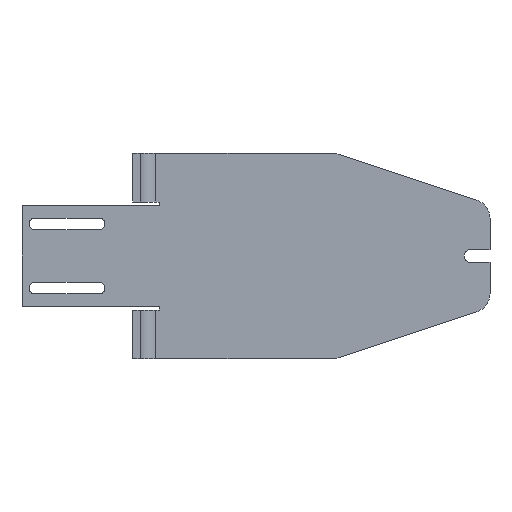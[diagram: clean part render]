
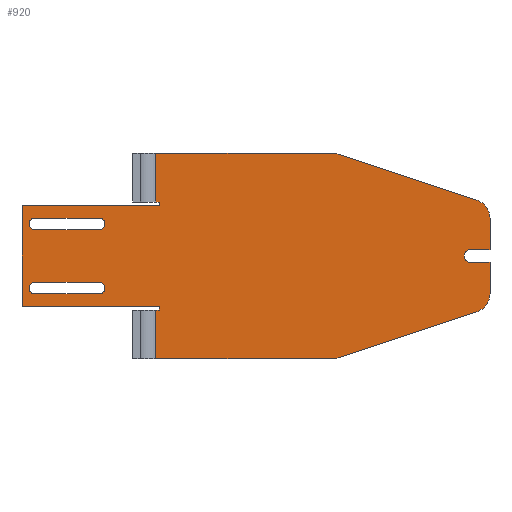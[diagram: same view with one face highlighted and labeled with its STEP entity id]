
A CAD part, left-side view. The second image highlights one B-rep face of the part: STEP entity #920.
In plain terms, the highlighted planar face has unit normal (-1, 0, 0).
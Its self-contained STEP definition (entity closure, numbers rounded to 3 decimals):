
#17=FACE_BOUND('',#122,.T.);
#18=FACE_BOUND('',#123,.T.);
#28=PLANE('',#1003);
#67=FACE_OUTER_BOUND('',#121,.T.);
#121=EDGE_LOOP('',(#676,#677,#678,#679,#680,#681,#682,#683,#684,#685,#686,
#687,#688,#689,#690,#691,#692,#693,#694,#695,#696,#697));
#122=EDGE_LOOP('',(#698,#699,#700,#701));
#123=EDGE_LOOP('',(#702,#703,#704,#705));
#203=LINE('',#1430,#303);
#204=LINE('',#1434,#304);
#205=LINE('',#1438,#305);
#206=LINE('',#1440,#306);
#207=LINE('',#1444,#307);
#208=LINE('',#1446,#308);
#209=LINE('',#1450,#309);
#210=LINE('',#1454,#310);
#211=LINE('',#1456,#311);
#212=LINE('',#1458,#312);
#213=LINE('',#1460,#313);
#214=LINE('',#1462,#314);
#215=LINE('',#1464,#315);
#216=LINE('',#1466,#316);
#217=LINE('',#1468,#317);
#218=LINE('',#1470,#318);
#219=LINE('',#1471,#319);
#220=LINE('',#1476,#320);
#221=LINE('',#1479,#321);
#222=LINE('',#1484,#322);
#223=LINE('',#1487,#323);
#303=VECTOR('',#1140,1000.);
#304=VECTOR('',#1143,1000.);
#305=VECTOR('',#1146,1000.);
#306=VECTOR('',#1147,1000.);
#307=VECTOR('',#1150,1000.);
#308=VECTOR('',#1151,1000.);
#309=VECTOR('',#1154,1000.);
#310=VECTOR('',#1157,1000.);
#311=VECTOR('',#1158,1000.);
#312=VECTOR('',#1159,1000.);
#313=VECTOR('',#1160,1000.);
#314=VECTOR('',#1161,1000.);
#315=VECTOR('',#1162,1000.);
#316=VECTOR('',#1163,1000.);
#317=VECTOR('',#1164,1000.);
#318=VECTOR('',#1165,1000.);
#319=VECTOR('',#1166,1000.);
#320=VECTOR('',#1169,1000.);
#321=VECTOR('',#1172,1000.);
#322=VECTOR('',#1175,1000.);
#323=VECTOR('',#1178,1000.);
#395=CIRCLE('',#1004,15.);
#396=CIRCLE('',#1005,15.);
#397=CIRCLE('',#1006,5.);
#398=CIRCLE('',#1007,15.);
#399=CIRCLE('',#1008,15.);
#400=CIRCLE('',#1009,4.5);
#401=CIRCLE('',#1010,4.5);
#402=CIRCLE('',#1011,4.5);
#403=CIRCLE('',#1012,4.5);
#450=VERTEX_POINT('',#1428);
#451=VERTEX_POINT('',#1429);
#452=VERTEX_POINT('',#1431);
#453=VERTEX_POINT('',#1433);
#454=VERTEX_POINT('',#1435);
#455=VERTEX_POINT('',#1437);
#456=VERTEX_POINT('',#1439);
#457=VERTEX_POINT('',#1441);
#458=VERTEX_POINT('',#1443);
#459=VERTEX_POINT('',#1445);
#460=VERTEX_POINT('',#1447);
#461=VERTEX_POINT('',#1449);
#462=VERTEX_POINT('',#1451);
#463=VERTEX_POINT('',#1453);
#464=VERTEX_POINT('',#1455);
#465=VERTEX_POINT('',#1457);
#466=VERTEX_POINT('',#1459);
#467=VERTEX_POINT('',#1461);
#468=VERTEX_POINT('',#1463);
#469=VERTEX_POINT('',#1465);
#470=VERTEX_POINT('',#1467);
#471=VERTEX_POINT('',#1469);
#472=VERTEX_POINT('',#1472);
#473=VERTEX_POINT('',#1473);
#474=VERTEX_POINT('',#1475);
#475=VERTEX_POINT('',#1477);
#476=VERTEX_POINT('',#1480);
#477=VERTEX_POINT('',#1481);
#478=VERTEX_POINT('',#1483);
#479=VERTEX_POINT('',#1485);
#538=EDGE_CURVE('',#450,#451,#203,.T.);
#539=EDGE_CURVE('',#450,#452,#395,.T.);
#540=EDGE_CURVE('',#452,#453,#204,.T.);
#541=EDGE_CURVE('',#453,#454,#396,.T.);
#542=EDGE_CURVE('',#455,#454,#205,.T.);
#543=EDGE_CURVE('',#455,#456,#206,.T.);
#544=EDGE_CURVE('',#456,#457,#397,.T.);
#545=EDGE_CURVE('',#457,#458,#207,.T.);
#546=EDGE_CURVE('',#459,#458,#208,.T.);
#547=EDGE_CURVE('',#459,#460,#398,.T.);
#548=EDGE_CURVE('',#461,#460,#209,.T.);
#549=EDGE_CURVE('',#461,#462,#399,.T.);
#550=EDGE_CURVE('',#462,#463,#210,.T.);
#551=EDGE_CURVE('',#464,#463,#211,.T.);
#552=EDGE_CURVE('',#465,#464,#212,.T.);
#553=EDGE_CURVE('',#466,#465,#213,.T.);
#554=EDGE_CURVE('',#467,#466,#214,.T.);
#555=EDGE_CURVE('',#467,#468,#215,.T.);
#556=EDGE_CURVE('',#469,#468,#216,.T.);
#557=EDGE_CURVE('',#470,#469,#217,.T.);
#558=EDGE_CURVE('',#471,#470,#218,.T.);
#559=EDGE_CURVE('',#451,#471,#219,.T.);
#560=EDGE_CURVE('',#472,#473,#400,.T.);
#561=EDGE_CURVE('',#474,#472,#220,.T.);
#562=EDGE_CURVE('',#475,#474,#401,.T.);
#563=EDGE_CURVE('',#473,#475,#221,.T.);
#564=EDGE_CURVE('',#476,#477,#402,.T.);
#565=EDGE_CURVE('',#478,#476,#222,.T.);
#566=EDGE_CURVE('',#479,#478,#403,.T.);
#567=EDGE_CURVE('',#477,#479,#223,.T.);
#676=ORIENTED_EDGE('',*,*,#538,.F.);
#677=ORIENTED_EDGE('',*,*,#539,.T.);
#678=ORIENTED_EDGE('',*,*,#540,.T.);
#679=ORIENTED_EDGE('',*,*,#541,.T.);
#680=ORIENTED_EDGE('',*,*,#542,.F.);
#681=ORIENTED_EDGE('',*,*,#543,.T.);
#682=ORIENTED_EDGE('',*,*,#544,.T.);
#683=ORIENTED_EDGE('',*,*,#545,.T.);
#684=ORIENTED_EDGE('',*,*,#546,.F.);
#685=ORIENTED_EDGE('',*,*,#547,.T.);
#686=ORIENTED_EDGE('',*,*,#548,.F.);
#687=ORIENTED_EDGE('',*,*,#549,.T.);
#688=ORIENTED_EDGE('',*,*,#550,.T.);
#689=ORIENTED_EDGE('',*,*,#551,.F.);
#690=ORIENTED_EDGE('',*,*,#552,.F.);
#691=ORIENTED_EDGE('',*,*,#553,.F.);
#692=ORIENTED_EDGE('',*,*,#554,.F.);
#693=ORIENTED_EDGE('',*,*,#555,.T.);
#694=ORIENTED_EDGE('',*,*,#556,.F.);
#695=ORIENTED_EDGE('',*,*,#557,.F.);
#696=ORIENTED_EDGE('',*,*,#558,.F.);
#697=ORIENTED_EDGE('',*,*,#559,.F.);
#698=ORIENTED_EDGE('',*,*,#560,.F.);
#699=ORIENTED_EDGE('',*,*,#561,.F.);
#700=ORIENTED_EDGE('',*,*,#562,.F.);
#701=ORIENTED_EDGE('',*,*,#563,.F.);
#702=ORIENTED_EDGE('',*,*,#564,.F.);
#703=ORIENTED_EDGE('',*,*,#565,.F.);
#704=ORIENTED_EDGE('',*,*,#566,.F.);
#705=ORIENTED_EDGE('',*,*,#567,.F.);
#920=ADVANCED_FACE('',(#67,#17,#18),#28,.T.);
#1003=AXIS2_PLACEMENT_3D('',#1427,#1138,#1139);
#1004=AXIS2_PLACEMENT_3D('',#1432,#1141,#1142);
#1005=AXIS2_PLACEMENT_3D('',#1436,#1144,#1145);
#1006=AXIS2_PLACEMENT_3D('',#1442,#1148,#1149);
#1007=AXIS2_PLACEMENT_3D('',#1448,#1152,#1153);
#1008=AXIS2_PLACEMENT_3D('',#1452,#1155,#1156);
#1009=AXIS2_PLACEMENT_3D('',#1474,#1167,#1168);
#1010=AXIS2_PLACEMENT_3D('',#1478,#1170,#1171);
#1011=AXIS2_PLACEMENT_3D('',#1482,#1173,#1174);
#1012=AXIS2_PLACEMENT_3D('',#1486,#1176,#1177);
#1138=DIRECTION('center_axis',(-1.,0.,0.));
#1139=DIRECTION('ref_axis',(0.,0.,1.));
#1140=DIRECTION('',(0.,1.,0.));
#1141=DIRECTION('center_axis',(-1.,0.,0.));
#1142=DIRECTION('ref_axis',(0.,0.,1.));
#1143=DIRECTION('',(0.,-0.949,0.316));
#1144=DIRECTION('center_axis',(-1.,0.,0.));
#1145=DIRECTION('ref_axis',(0.,0.,1.));
#1146=DIRECTION('',(0.,0.,-1.));
#1147=DIRECTION('',(0.,1.,0.));
#1148=DIRECTION('center_axis',(1.,0.,0.));
#1149=DIRECTION('ref_axis',(0.,0.,-1.));
#1150=DIRECTION('',(0.,-1.,0.));
#1151=DIRECTION('',(0.,0.,-1.));
#1152=DIRECTION('center_axis',(-1.,0.,0.));
#1153=DIRECTION('ref_axis',(0.,0.,1.));
#1154=DIRECTION('',(0.,-0.949,-0.316));
#1155=DIRECTION('center_axis',(-1.,0.,0.));
#1156=DIRECTION('ref_axis',(0.,0.,1.));
#1157=DIRECTION('',(0.,1.,0.));
#1158=DIRECTION('',(0.,0.,1.));
#1159=DIRECTION('',(0.,1.,0.));
#1160=DIRECTION('',(0.,0.,1.));
#1161=DIRECTION('',(0.,-1.,0.));
#1162=DIRECTION('',(0.,0.,-1.));
#1163=DIRECTION('',(0.,1.,0.));
#1164=DIRECTION('',(0.,0.,1.));
#1165=DIRECTION('',(0.,-1.,0.));
#1166=DIRECTION('',(0.,0.,1.));
#1167=DIRECTION('center_axis',(-1.,0.,0.));
#1168=DIRECTION('ref_axis',(0.,0.,1.));
#1169=DIRECTION('',(0.,1.,0.));
#1170=DIRECTION('center_axis',(-1.,0.,0.));
#1171=DIRECTION('ref_axis',(0.,0.,1.));
#1172=DIRECTION('',(0.,-1.,0.));
#1173=DIRECTION('center_axis',(-1.,0.,0.));
#1174=DIRECTION('ref_axis',(0.,0.,1.));
#1175=DIRECTION('',(0.,1.,0.));
#1176=DIRECTION('center_axis',(-1.,0.,0.));
#1177=DIRECTION('ref_axis',(0.,0.,1.));
#1178=DIRECTION('',(0.,-1.,0.));
#1427=CARTESIAN_POINT('Origin',(0.,0.,80.));
#1428=CARTESIAN_POINT('',(0.,122.434,-80.));
#1429=CARTESIAN_POINT('',(0.,260.09,-80.));
#1430=CARTESIAN_POINT('',(0.,0.,-80.));
#1431=CARTESIAN_POINT('',(0.,117.691,-79.23));
#1432=CARTESIAN_POINT('Origin',(0.,122.434,-65.));
#1433=CARTESIAN_POINT('',(0.,10.257,-43.419));
#1434=CARTESIAN_POINT('',(0.,-36.,-28.));
#1435=CARTESIAN_POINT('',(0.,0.,-29.189));
#1436=CARTESIAN_POINT('Origin',(0.,15.,-29.189));
#1437=CARTESIAN_POINT('',(0.,0.,-5.));
#1438=CARTESIAN_POINT('',(0.,0.,80.));
#1439=CARTESIAN_POINT('',(0.,15.,-5.));
#1440=CARTESIAN_POINT('',(0.,15.,-5.));
#1441=CARTESIAN_POINT('',(0.,15.,5.));
#1442=CARTESIAN_POINT('Origin',(0.,15.,0.));
#1443=CARTESIAN_POINT('',(0.,0.,5.));
#1444=CARTESIAN_POINT('',(0.,15.,5.));
#1445=CARTESIAN_POINT('',(0.,0.,29.189));
#1446=CARTESIAN_POINT('',(0.,0.,80.));
#1447=CARTESIAN_POINT('',(0.,10.257,43.419));
#1448=CARTESIAN_POINT('Origin',(0.,15.,29.189));
#1449=CARTESIAN_POINT('',(0.,117.691,79.23));
#1450=CARTESIAN_POINT('',(0.,12.,44.));
#1451=CARTESIAN_POINT('',(0.,122.434,80.));
#1452=CARTESIAN_POINT('Origin',(0.,122.434,65.));
#1453=CARTESIAN_POINT('',(0.,260.09,80.));
#1454=CARTESIAN_POINT('',(0.,0.,80.));
#1455=CARTESIAN_POINT('',(0.,260.09,42.));
#1456=CARTESIAN_POINT('',(0.,260.09,42.));
#1457=CARTESIAN_POINT('',(0.,257.09,42.));
#1458=CARTESIAN_POINT('',(0.,257.09,42.));
#1459=CARTESIAN_POINT('',(0.,257.09,39.));
#1460=CARTESIAN_POINT('',(0.,257.09,39.));
#1461=CARTESIAN_POINT('',(0.,364.,39.));
#1462=CARTESIAN_POINT('',(0.,278.,39.));
#1463=CARTESIAN_POINT('',(0.,364.,-39.));
#1464=CARTESIAN_POINT('',(0.,364.,80.));
#1465=CARTESIAN_POINT('',(0.,257.09,-39.));
#1466=CARTESIAN_POINT('',(0.,257.09,-39.));
#1467=CARTESIAN_POINT('',(0.,257.09,-42.));
#1468=CARTESIAN_POINT('',(0.,257.09,-42.));
#1469=CARTESIAN_POINT('',(0.,260.09,-42.));
#1470=CARTESIAN_POINT('',(0.,260.09,-42.));
#1471=CARTESIAN_POINT('',(0.,260.09,-80.));
#1472=CARTESIAN_POINT('',(0.,354.,29.5));
#1473=CARTESIAN_POINT('',(0.,354.,20.5));
#1474=CARTESIAN_POINT('Origin',(0.,354.,25.));
#1475=CARTESIAN_POINT('',(0.,304.,29.5));
#1476=CARTESIAN_POINT('',(0.,0.,29.5));
#1477=CARTESIAN_POINT('',(0.,304.,20.5));
#1478=CARTESIAN_POINT('Origin',(0.,304.,25.));
#1479=CARTESIAN_POINT('',(0.,0.,20.5));
#1480=CARTESIAN_POINT('',(0.,354.,-20.5));
#1481=CARTESIAN_POINT('',(0.,354.,-29.5));
#1482=CARTESIAN_POINT('Origin',(0.,354.,-25.));
#1483=CARTESIAN_POINT('',(0.,304.,-20.5));
#1484=CARTESIAN_POINT('',(0.,0.,-20.5));
#1485=CARTESIAN_POINT('',(0.,304.,-29.5));
#1486=CARTESIAN_POINT('Origin',(0.,304.,-25.));
#1487=CARTESIAN_POINT('',(0.,0.,-29.5));
